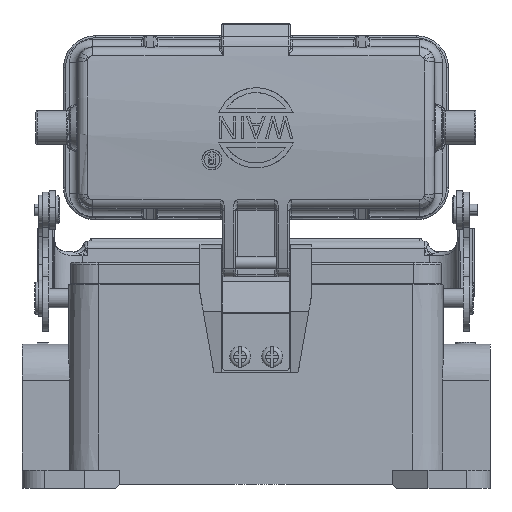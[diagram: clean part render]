
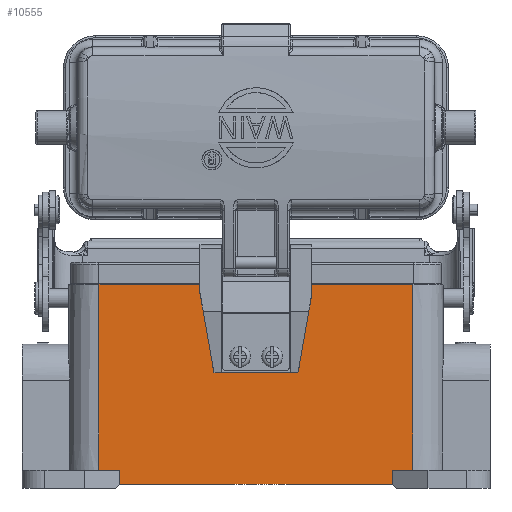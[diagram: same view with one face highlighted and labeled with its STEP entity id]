
A CAD part, front view. The second image highlights one B-rep face of the part: STEP entity #10555.
In plain terms, the highlighted planar face has unit normal (0, -1, 0.009).
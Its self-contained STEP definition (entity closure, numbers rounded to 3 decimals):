
#472=FACE_BOUND('',#14849,.T.);
#473=FACE_BOUND('',#14850,.T.);
#474=FACE_BOUND('',#14851,.T.);
#3492=PLANE('',#38956);
#5481=LINE('',#59871,#7987);
#5482=LINE('',#59873,#7988);
#5494=LINE('',#59916,#8000);
#5499=LINE('',#59939,#8005);
#5506=LINE('',#59974,#8012);
#5535=LINE('',#60049,#8041);
#5538=LINE('',#60063,#8044);
#5545=LINE('',#60079,#8051);
#5679=LINE('',#60591,#8185);
#5692=LINE('',#60623,#8198);
#5694=LINE('',#60627,#8200);
#5695=LINE('',#60633,#8201);
#7987=VECTOR('',#43079,1.);
#7988=VECTOR('',#43082,1.);
#8000=VECTOR('',#43106,1.);
#8005=VECTOR('',#43119,1.);
#8012=VECTOR('',#43138,1.);
#8041=VECTOR('',#43211,1.);
#8044=VECTOR('',#43228,1.);
#8051=VECTOR('',#43239,1.);
#8185=VECTOR('',#43523,1.);
#8198=VECTOR('',#43556,1.);
#8200=VECTOR('',#43560,1.);
#8201=VECTOR('',#43567,1.);
#10555=ADVANCED_FACE('',(#472,#473,#474),#3492,.T.);
#14849=EDGE_LOOP('',(#18963));
#14850=EDGE_LOOP('',(#18964));
#14851=EDGE_LOOP('',(#18965,#18966,#18967,#18968,#18969,#18970,#18971,#18972,
#18973,#18974,#18975,#18976));
#18963=ORIENTED_EDGE('',*,*,#32606,.F.);
#18964=ORIENTED_EDGE('',*,*,#32607,.F.);
#18965=ORIENTED_EDGE('',*,*,#32603,.T.);
#18966=ORIENTED_EDGE('',*,*,#32587,.T.);
#18967=ORIENTED_EDGE('',*,*,#32405,.F.);
#18968=ORIENTED_EDGE('',*,*,#32397,.T.);
#18969=ORIENTED_EDGE('',*,*,#32390,.F.);
#18970=ORIENTED_EDGE('',*,*,#32608,.T.);
#18971=ORIENTED_EDGE('',*,*,#32352,.F.);
#18972=ORIENTED_EDGE('',*,*,#32340,.T.);
#18973=ORIENTED_EDGE('',*,*,#32331,.T.);
#18974=ORIENTED_EDGE('',*,*,#32315,.T.);
#18975=ORIENTED_EDGE('',*,*,#32314,.F.);
#18976=ORIENTED_EDGE('',*,*,#32605,.F.);
#28418=VERTEX_POINT('',#59868);
#28419=VERTEX_POINT('',#59870);
#28420=VERTEX_POINT('',#59874);
#28433=VERTEX_POINT('',#59917);
#28439=VERTEX_POINT('',#59940);
#28449=VERTEX_POINT('',#59975);
#28470=VERTEX_POINT('',#60044);
#28472=VERTEX_POINT('',#60048);
#28477=VERTEX_POINT('',#60064);
#28484=VERTEX_POINT('',#60080);
#28604=VERTEX_POINT('',#60592);
#28613=VERTEX_POINT('',#60624);
#28614=VERTEX_POINT('',#60630);
#28615=VERTEX_POINT('',#60632);
#32314=EDGE_CURVE('',#28419,#28418,#5481,.T.);
#32315=EDGE_CURVE('',#28420,#28418,#5482,.T.);
#32331=EDGE_CURVE('',#28433,#28420,#5494,.T.);
#32340=EDGE_CURVE('',#28439,#28433,#5499,.T.);
#32352=EDGE_CURVE('',#28439,#28449,#5506,.T.);
#32390=EDGE_CURVE('',#28472,#28470,#5535,.T.);
#32397=EDGE_CURVE('',#28477,#28470,#5538,.T.);
#32405=EDGE_CURVE('',#28477,#28484,#5545,.T.);
#32587=EDGE_CURVE('',#28604,#28484,#5679,.T.);
#32603=EDGE_CURVE('',#28613,#28604,#5692,.T.);
#32605=EDGE_CURVE('',#28613,#28419,#5694,.T.);
#32606=EDGE_CURVE('',#28614,#28614,#37295,.T.);
#32607=EDGE_CURVE('',#28615,#28615,#37296,.T.);
#32608=EDGE_CURVE('',#28472,#28449,#5695,.T.);
#37295=CIRCLE('',#38954,1.5);
#37296=CIRCLE('',#38955,1.5);
#38954=AXIS2_PLACEMENT_3D('',#60629,#43563,#43564);
#38955=AXIS2_PLACEMENT_3D('',#60631,#43565,#43566);
#38956=AXIS2_PLACEMENT_3D('',#60634,#43568,#43569);
#43079=DIRECTION('',(1.,0.,0.));
#43082=DIRECTION('',(0.,-0.009,-1.));
#43106=DIRECTION('',(-1.,0.,0.));
#43119=DIRECTION('',(0.,0.009,1.));
#43138=DIRECTION('',(-1.,0.,0.));
#43211=DIRECTION('',(-1.,0.,0.));
#43228=DIRECTION('',(0.,-0.009,-1.));
#43239=DIRECTION('',(-1.,0.,0.));
#43523=DIRECTION('',(0.,-0.009,-1.));
#43556=DIRECTION('',(-1.,0.,0.));
#43560=DIRECTION('',(0.,-0.009,-1.));
#43563=DIRECTION('',(0.,-1.,0.009));
#43564=DIRECTION('',(1.,0.,0.));
#43565=DIRECTION('',(0.,-1.,0.009));
#43566=DIRECTION('',(1.,0.,0.));
#43567=DIRECTION('',(0.,0.009,1.));
#43568=DIRECTION('',(0.,-1.,0.009));
#43569=DIRECTION('',(-1.,0.,0.));
#59868=CARTESIAN_POINT('',(1.6,-21.526,21.5));
#59870=CARTESIAN_POINT('',(-1.6,-21.526,21.5));
#59871=CARTESIAN_POINT('',(-1.6,-21.526,21.5));
#59873=CARTESIAN_POINT('',(1.6,-21.5,24.5));
#59874=CARTESIAN_POINT('',(1.6,-21.5,24.5));
#59916=CARTESIAN_POINT('',(39.25,-21.5,24.5));
#59917=CARTESIAN_POINT('',(39.25,-21.5,24.5));
#59939=CARTESIAN_POINT('',(39.25,-21.906,-22.));
#59940=CARTESIAN_POINT('',(39.25,-21.906,-22.));
#59974=CARTESIAN_POINT('',(39.25,-21.906,-22.));
#59975=CARTESIAN_POINT('',(34.,-21.906,-22.));
#60044=CARTESIAN_POINT('',(-34.,-21.936,-25.5));
#60048=CARTESIAN_POINT('',(34.,-21.936,-25.5));
#60049=CARTESIAN_POINT('',(34.,-21.936,-25.5));
#60063=CARTESIAN_POINT('',(-34.,-21.906,-22.));
#60064=CARTESIAN_POINT('',(-34.,-21.906,-22.));
#60079=CARTESIAN_POINT('',(-34.,-21.906,-22.));
#60080=CARTESIAN_POINT('',(-39.25,-21.906,-22.));
#60591=CARTESIAN_POINT('',(-39.25,-21.5,24.5));
#60592=CARTESIAN_POINT('',(-39.25,-21.5,24.5));
#60623=CARTESIAN_POINT('',(-1.6,-21.5,24.5));
#60624=CARTESIAN_POINT('',(-1.6,-21.5,24.5));
#60627=CARTESIAN_POINT('',(-1.6,-21.5,24.5));
#60629=CARTESIAN_POINT('',(4.,-21.66,6.212));
#60630=CARTESIAN_POINT('',(5.5,-21.66,6.212));
#60631=CARTESIAN_POINT('',(-4.,-21.66,6.212));
#60632=CARTESIAN_POINT('',(-2.5,-21.66,6.212));
#60633=CARTESIAN_POINT('',(34.,-21.936,-25.5));
#60634=CARTESIAN_POINT('',(-41.628,-21.5,24.5));
